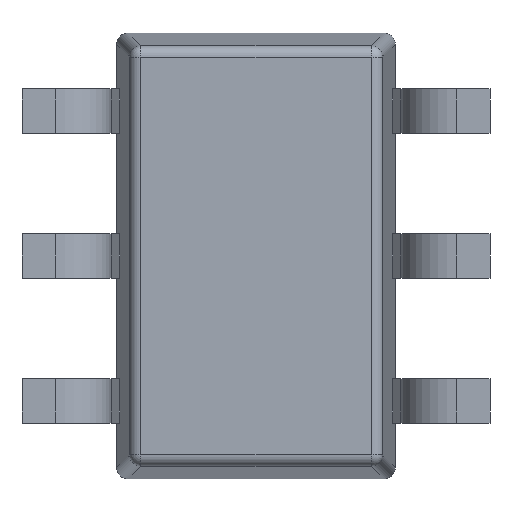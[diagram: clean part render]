
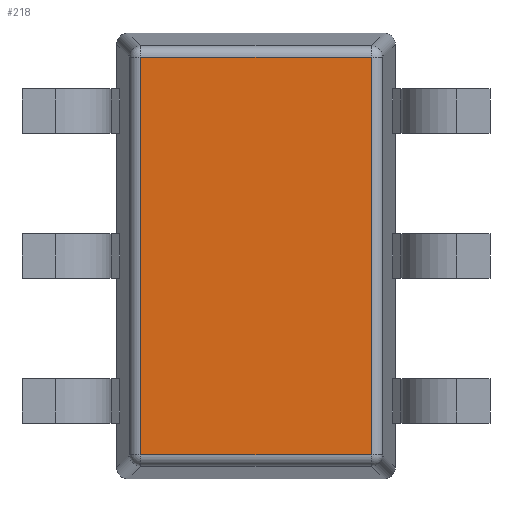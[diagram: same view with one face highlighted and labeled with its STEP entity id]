
A CAD part, front view. The second image highlights one B-rep face of the part: STEP entity #218.
In plain terms, the highlighted planar face has unit normal (0, -1, 0).
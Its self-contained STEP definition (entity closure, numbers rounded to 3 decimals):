
#218 = ADVANCED_FACE ( 'NONE', ( #1990 ), #1975, .F. ) ;
#219 = EDGE_LOOP ( 'NONE', ( #220, #254, #257, #260 ) ) ;
#220 = ORIENTED_EDGE ( 'NONE', *, *, #221, .T. ) ;
#221 = EDGE_CURVE ( 'NONE', #222, #223, #2152, .T. ) ;
#222 = VERTEX_POINT ( 'NONE', #2145 ) ;
#223 = VERTEX_POINT ( 'NONE', #2144 ) ;
#254 = ORIENTED_EDGE ( 'NONE', *, *, #255, .T. ) ;
#255 = EDGE_CURVE ( 'NONE', #223, #256, #2179, .T. ) ;
#256 = VERTEX_POINT ( 'NONE', #2175 ) ;
#257 = ORIENTED_EDGE ( 'NONE', *, *, #258, .T. ) ;
#258 = EDGE_CURVE ( 'NONE', #256, #259, #2174, .T. ) ;
#259 = VERTEX_POINT ( 'NONE', #2170 ) ;
#260 = ORIENTED_EDGE ( 'NONE', *, *, #261, .T. ) ;
#261 = EDGE_CURVE ( 'NONE', #259, #222, #2168, .T. ) ;
#1974 = CARTESIAN_POINT ( 'NONE',  ( -0.625, -0.7, -1. ) ) ;
#1975 = PLANE ( 'NONE',  #2151 ) ;
#1990 = FACE_OUTER_BOUND ( 'NONE', #219, .T. ) ;
#2144 = CARTESIAN_POINT ( 'NONE',  ( 0.518, -0.7, 0.893 ) ) ;
#2145 = CARTESIAN_POINT ( 'NONE',  ( 0.518, -0.7, -0.893 ) ) ;
#2146 = DIRECTION ( 'NONE',  ( 0., 0., 1. ) ) ;
#2147 = VECTOR ( 'NONE', #2146, 1000. ) ;
#2148 = CARTESIAN_POINT ( 'NONE',  ( 0.518, -0.7, 0.939 ) ) ;
#2149 = DIRECTION ( 'NONE',  ( 0., 0., 1. ) ) ;
#2150 = DIRECTION ( 'NONE',  ( 0., 1., 0. ) ) ;
#2151 = AXIS2_PLACEMENT_3D ( 'NONE', #1974, #2150, #2149 ) ;
#2152 = LINE ( 'NONE', #2148, #2147 ) ;
#2165 = DIRECTION ( 'NONE',  ( 1., 0., 0. ) ) ;
#2166 = VECTOR ( 'NONE', #2165, 1000. ) ;
#2167 = CARTESIAN_POINT ( 'NONE',  ( 0.564, -0.7, -0.893 ) ) ;
#2168 = LINE ( 'NONE', #2167, #2166 ) ;
#2170 = CARTESIAN_POINT ( 'NONE',  ( -0.518, -0.7, -0.893 ) ) ;
#2171 = DIRECTION ( 'NONE',  ( 0., 0., -1. ) ) ;
#2172 = VECTOR ( 'NONE', #2171, 1000. ) ;
#2173 = CARTESIAN_POINT ( 'NONE',  ( -0.518, -0.7, -0.939 ) ) ;
#2174 = LINE ( 'NONE', #2173, #2172 ) ;
#2175 = CARTESIAN_POINT ( 'NONE',  ( -0.518, -0.7, 0.893 ) ) ;
#2176 = DIRECTION ( 'NONE',  ( -1., 0., 0. ) ) ;
#2177 = VECTOR ( 'NONE', #2176, 1000. ) ;
#2178 = CARTESIAN_POINT ( 'NONE',  ( -0.564, -0.7, 0.893 ) ) ;
#2179 = LINE ( 'NONE', #2178, #2177 ) ;
